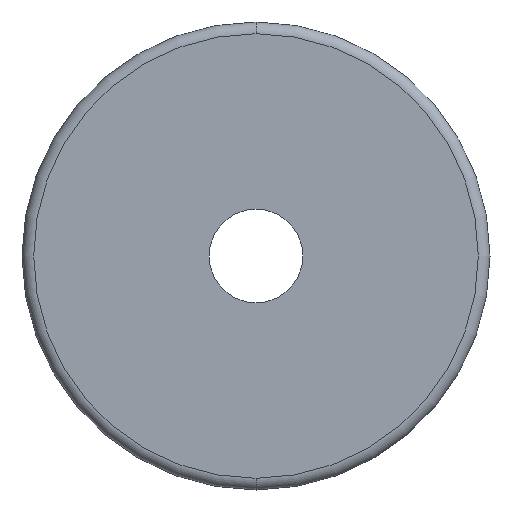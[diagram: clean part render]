
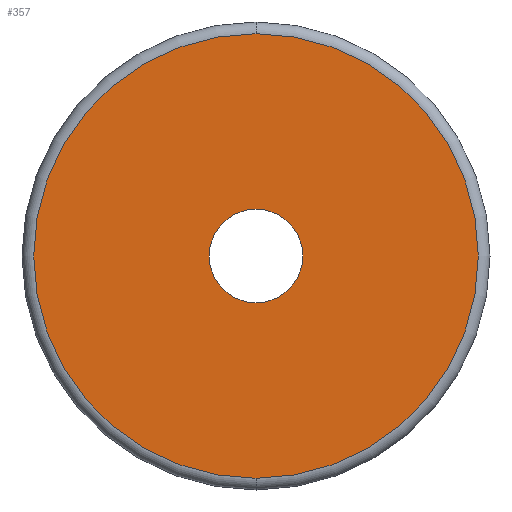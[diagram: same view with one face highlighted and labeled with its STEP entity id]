
A CAD part, front view. The second image highlights one B-rep face of the part: STEP entity #357.
In plain terms, the highlighted planar face has unit normal (0, -1, 0).
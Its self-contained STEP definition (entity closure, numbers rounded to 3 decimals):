
#72 = ORIENTED_EDGE ( 'NONE', *, *, #413, .T. ) ;
#78 = ORIENTED_EDGE ( 'NONE', *, *, #417, .F. ) ;
#79 = ORIENTED_EDGE ( 'NONE', *, *, #432, .F. ) ;
#81 = ORIENTED_EDGE ( 'NONE', *, *, #419, .T. ) ;
#106 = VERTEX_POINT ( 'NONE', #680 ) ;
#107 = VERTEX_POINT ( 'NONE', #681 ) ;
#115 = VERTEX_POINT ( 'NONE', #669 ) ;
#116 = VERTEX_POINT ( 'NONE', #666 ) ;
#130 = EDGE_LOOP ( 'NONE', ( #72, #81 ) ) ;
#146 = EDGE_LOOP ( 'NONE', ( #78, #79 ) ) ;
#156 = FACE_OUTER_BOUND ( 'NONE', #130, .T. ) ;
#159 = FACE_BOUND ( 'NONE', #146, .T. ) ;
#223 = CIRCLE ( 'NONE', #324, 9.5 ) ;
#224 = CIRCLE ( 'NONE', #326, 2. ) ;
#227 = CIRCLE ( 'NONE', #327, 9.5 ) ;
#243 = CIRCLE ( 'NONE', #331, 2. ) ;
#324 = AXIS2_PLACEMENT_3D ( 'NONE', #514, #555, #518 ) ;
#326 = AXIS2_PLACEMENT_3D ( 'NONE', #564, #562, #560 ) ;
#327 = AXIS2_PLACEMENT_3D ( 'NONE', #495, #494, #535 ) ;
#331 = AXIS2_PLACEMENT_3D ( 'NONE', #540, #539, #538 ) ;
#357 = ADVANCED_FACE ( 'NONE', ( #159, #156 ), #645, .T. ) ;
#407 = AXIS2_PLACEMENT_3D ( 'NONE', #688, #643, #642 ) ;
#413 = EDGE_CURVE ( 'NONE', #115, #116, #223, .T. ) ;
#417 = EDGE_CURVE ( 'NONE', #107, #106, #224, .T. ) ;
#419 = EDGE_CURVE ( 'NONE', #116, #115, #227, .T. ) ;
#432 = EDGE_CURVE ( 'NONE', #106, #107, #243, .T. ) ;
#494 = DIRECTION ( 'NONE',  ( 0., -1., 0. ) ) ;
#495 = CARTESIAN_POINT ( 'NONE',  ( 0., 0., 0. ) ) ;
#514 = CARTESIAN_POINT ( 'NONE',  ( 0., 0., 0. ) ) ;
#518 = DIRECTION ( 'NONE',  ( 0., 0., -1. ) ) ;
#535 = DIRECTION ( 'NONE',  ( 0., 0., -1. ) ) ;
#538 = DIRECTION ( 'NONE',  ( 0., 0., -1. ) ) ;
#539 = DIRECTION ( 'NONE',  ( 0., -1., 0. ) ) ;
#540 = CARTESIAN_POINT ( 'NONE',  ( 0., 0., 0. ) ) ;
#555 = DIRECTION ( 'NONE',  ( 0., -1., 0. ) ) ;
#560 = DIRECTION ( 'NONE',  ( 0., 0., -1. ) ) ;
#562 = DIRECTION ( 'NONE',  ( 0., -1., 0. ) ) ;
#564 = CARTESIAN_POINT ( 'NONE',  ( 0., 0., 0. ) ) ;
#642 = DIRECTION ( 'NONE',  ( 0., 0., -1. ) ) ;
#643 = DIRECTION ( 'NONE',  ( 0., -1., 0. ) ) ;
#645 = PLANE ( 'NONE',  #407 ) ;
#666 = CARTESIAN_POINT ( 'NONE',  ( 0., 0., 9.5 ) ) ;
#669 = CARTESIAN_POINT ( 'NONE',  ( 0., 0., -9.5 ) ) ;
#680 = CARTESIAN_POINT ( 'NONE',  ( 0., 0., 2. ) ) ;
#681 = CARTESIAN_POINT ( 'NONE',  ( 0., 0., -2. ) ) ;
#688 = CARTESIAN_POINT ( 'NONE',  ( 0., 0., 0. ) ) ;
